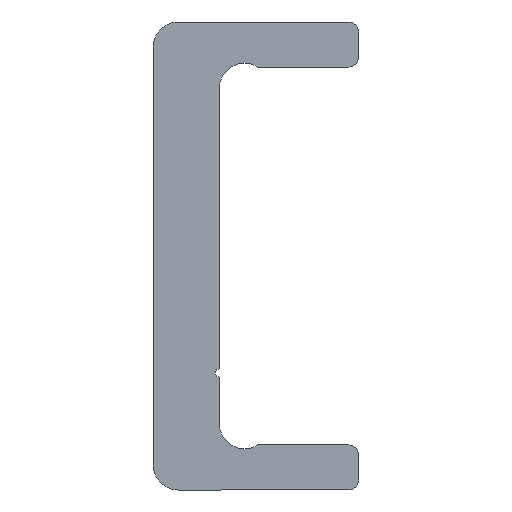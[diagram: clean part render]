
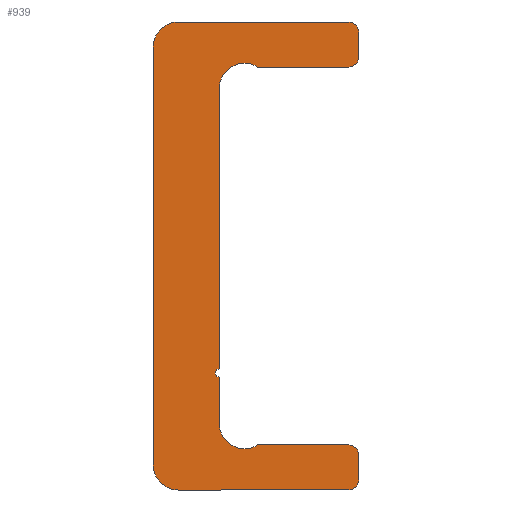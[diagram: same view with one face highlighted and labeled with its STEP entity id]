
A CAD part, left-side view. The second image highlights one B-rep face of the part: STEP entity #939.
In plain terms, the highlighted planar face has unit normal (-1, 0, 0).
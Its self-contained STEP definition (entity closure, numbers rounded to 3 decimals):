
#323=CARTESIAN_POINT('',(0.0,2.2,10.03));
#324=VERTEX_POINT('',#323);
#331=CARTESIAN_POINT('',(0.0,2.2,-6.75));
#332=VERTEX_POINT('',#331);
#333=CARTESIAN_POINT('',(0.0,2.2,10.03));
#334=DIRECTION('',(0.0,0.0,-1.0));
#335=VECTOR('',#334,16.78);
#336=LINE('',#333,#335);
#337=EDGE_CURVE('',#324,#332,#336,.T.);
#377=CARTESIAN_POINT('',(0.0,-0.098,11.3));
#378=VERTEX_POINT('',#377);
#385=CARTESIAN_POINT('',(0.0,0.7,10.03));
#386=DIRECTION('',(-1.0,0.0,0.0));
#387=DIRECTION('',(0.0,-1.0,0.0));
#388=AXIS2_PLACEMENT_3D('',#385,#386,#387);
#389=CIRCLE('',#388,1.5);
#390=EDGE_CURVE('',#378,#324,#389,.T.);
#409=CARTESIAN_POINT('',(0.0,-5.55,11.3));
#410=VERTEX_POINT('',#409);
#417=CARTESIAN_POINT('',(0.0,-5.55,11.3));
#418=DIRECTION('',(0.0,1.0,0.0));
#419=VECTOR('',#418,5.452);
#420=LINE('',#417,#419);
#421=EDGE_CURVE('',#410,#378,#420,.T.);
#441=CARTESIAN_POINT('',(0.0,-6.15,11.9));
#442=VERTEX_POINT('',#441);
#449=CARTESIAN_POINT('',(0.0,-5.55,11.9));
#450=DIRECTION('',(1.0,0.0,0.0));
#451=DIRECTION('',(0.0,-1.0,0.0));
#452=AXIS2_PLACEMENT_3D('',#449,#450,#451);
#453=CIRCLE('',#452,0.6);
#454=EDGE_CURVE('',#442,#410,#453,.T.);
#473=CARTESIAN_POINT('',(0.0,-6.15,13.4));
#474=VERTEX_POINT('',#473);
#481=CARTESIAN_POINT('',(0.0,-6.15,13.4));
#482=DIRECTION('',(0.0,0.0,-1.0));
#483=VECTOR('',#482,1.5);
#484=LINE('',#481,#483);
#485=EDGE_CURVE('',#474,#442,#484,.T.);
#505=CARTESIAN_POINT('',(0.0,-5.55,14.));
#506=VERTEX_POINT('',#505);
#513=CARTESIAN_POINT('',(0.0,-5.55,13.4));
#514=DIRECTION('',(1.0,0.0,0.0));
#515=DIRECTION('',(0.0,0.0,1.0));
#516=AXIS2_PLACEMENT_3D('',#513,#514,#515);
#517=CIRCLE('',#516,0.6);
#518=EDGE_CURVE('',#506,#474,#517,.T.);
#537=CARTESIAN_POINT('',(0.0,4.65,14.));
#538=VERTEX_POINT('',#537);
#545=CARTESIAN_POINT('',(0.0,4.65,14.));
#546=DIRECTION('',(0.0,-1.0,0.0));
#547=VECTOR('',#546,10.2);
#548=LINE('',#545,#547);
#549=EDGE_CURVE('',#538,#506,#548,.T.);
#569=CARTESIAN_POINT('',(0.0,6.15,12.5));
#570=VERTEX_POINT('',#569);
#577=CARTESIAN_POINT('',(0.0,4.65,12.5));
#578=DIRECTION('',(1.0,0.0,0.0));
#579=DIRECTION('',(0.0,1.0,0.0));
#580=AXIS2_PLACEMENT_3D('',#577,#578,#579);
#581=CIRCLE('',#580,1.5);
#582=EDGE_CURVE('',#570,#538,#581,.T.);
#601=CARTESIAN_POINT('',(0.0,6.15,-12.5));
#602=VERTEX_POINT('',#601);
#609=CARTESIAN_POINT('',(0.0,6.15,-12.5));
#610=DIRECTION('',(0.0,0.0,1.0));
#611=VECTOR('',#610,25.);
#612=LINE('',#609,#611);
#613=EDGE_CURVE('',#602,#570,#612,.T.);
#648=CARTESIAN_POINT('',(0.0,4.65,-14.));
#649=VERTEX_POINT('',#648);
#656=CARTESIAN_POINT('',(0.0,4.65,-12.5));
#657=DIRECTION('',(1.0,0.0,0.0));
#658=DIRECTION('',(0.0,0.0,-1.0));
#659=AXIS2_PLACEMENT_3D('',#656,#657,#658);
#660=CIRCLE('',#659,1.5);
#661=EDGE_CURVE('',#649,#602,#660,.T.);
#680=CARTESIAN_POINT('',(0.0,-5.55,-14.));
#681=VERTEX_POINT('',#680);
#688=CARTESIAN_POINT('',(0.0,-5.55,-14.));
#689=DIRECTION('',(0.0,1.0,0.0));
#690=VECTOR('',#689,10.2);
#691=LINE('',#688,#690);
#692=EDGE_CURVE('',#681,#649,#691,.T.);
#712=CARTESIAN_POINT('',(0.0,-6.15,-13.4));
#713=VERTEX_POINT('',#712);
#720=CARTESIAN_POINT('',(0.0,-5.55,-13.4));
#721=DIRECTION('',(1.0,0.0,0.0));
#722=DIRECTION('',(0.0,-1.0,0.0));
#723=AXIS2_PLACEMENT_3D('',#720,#721,#722);
#724=CIRCLE('',#723,0.6);
#725=EDGE_CURVE('',#713,#681,#724,.T.);
#744=CARTESIAN_POINT('',(0.0,-6.15,-11.9));
#745=VERTEX_POINT('',#744);
#752=CARTESIAN_POINT('',(0.0,-6.15,-11.9));
#753=DIRECTION('',(0.0,0.0,-1.0));
#754=VECTOR('',#753,1.5);
#755=LINE('',#752,#754);
#756=EDGE_CURVE('',#745,#713,#755,.T.);
#776=CARTESIAN_POINT('',(0.0,-5.55,-11.3));
#777=VERTEX_POINT('',#776);
#784=CARTESIAN_POINT('',(0.0,-5.55,-11.9));
#785=DIRECTION('',(1.0,0.0,0.0));
#786=DIRECTION('',(0.0,0.0,1.0));
#787=AXIS2_PLACEMENT_3D('',#784,#785,#786);
#788=CIRCLE('',#787,0.6);
#789=EDGE_CURVE('',#777,#745,#788,.T.);
#808=CARTESIAN_POINT('',(0.0,-0.098,-11.3));
#809=VERTEX_POINT('',#808);
#816=CARTESIAN_POINT('',(0.0,-0.098,-11.3));
#817=DIRECTION('',(0.0,-1.0,0.0));
#818=VECTOR('',#817,5.452);
#819=LINE('',#816,#818);
#820=EDGE_CURVE('',#809,#777,#819,.T.);
#840=CARTESIAN_POINT('',(0.0,2.2,-10.03));
#841=VERTEX_POINT('',#840);
#848=CARTESIAN_POINT('',(0.0,0.7,-10.03));
#849=DIRECTION('',(-1.0,0.0,0.0));
#850=DIRECTION('',(0.0,0.532,0.847));
#851=AXIS2_PLACEMENT_3D('',#848,#849,#850);
#852=CIRCLE('',#851,1.5);
#853=EDGE_CURVE('',#841,#809,#852,.T.);
#872=CARTESIAN_POINT('',(0.0,2.2,-7.25));
#873=VERTEX_POINT('',#872);
#880=CARTESIAN_POINT('',(0.0,2.2,-7.25));
#881=DIRECTION('',(0.0,0.0,-1.0));
#882=VECTOR('',#881,2.78);
#883=LINE('',#880,#882);
#884=EDGE_CURVE('',#873,#841,#883,.T.);
#903=CARTESIAN_POINT('',(0.0,2.2,-7.));
#904=DIRECTION('',(-1.0,0.0,0.0));
#905=DIRECTION('',(0.0,0.0,1.0));
#906=AXIS2_PLACEMENT_3D('',#903,#904,#905);
#907=CIRCLE('',#906,0.25);
#908=EDGE_CURVE('',#332,#873,#907,.T.);
#914=CARTESIAN_POINT('',(0.0,1.611,-0.021));
#915=DIRECTION('',(1.0,0.0,0.0));
#916=DIRECTION('',(0.0,0.0,-1.0));
#917=AXIS2_PLACEMENT_3D('',#914,#915,#916);
#918=PLANE('',#917);
#919=ORIENTED_EDGE('',*,*,#908,.F.);
#920=ORIENTED_EDGE('',*,*,#337,.F.);
#921=ORIENTED_EDGE('',*,*,#390,.F.);
#922=ORIENTED_EDGE('',*,*,#421,.F.);
#923=ORIENTED_EDGE('',*,*,#454,.F.);
#924=ORIENTED_EDGE('',*,*,#485,.F.);
#925=ORIENTED_EDGE('',*,*,#518,.F.);
#926=ORIENTED_EDGE('',*,*,#549,.F.);
#927=ORIENTED_EDGE('',*,*,#582,.F.);
#928=ORIENTED_EDGE('',*,*,#613,.F.);
#929=ORIENTED_EDGE('',*,*,#661,.F.);
#930=ORIENTED_EDGE('',*,*,#692,.F.);
#931=ORIENTED_EDGE('',*,*,#725,.F.);
#932=ORIENTED_EDGE('',*,*,#756,.F.);
#933=ORIENTED_EDGE('',*,*,#789,.F.);
#934=ORIENTED_EDGE('',*,*,#820,.F.);
#935=ORIENTED_EDGE('',*,*,#853,.F.);
#936=ORIENTED_EDGE('',*,*,#884,.F.);
#937=EDGE_LOOP('',(#919,#920,#921,#922,#923,#924,#925,#926,#927,#928,#929,#930,#931,#932,#933,#934,#935,#936));
#938=FACE_OUTER_BOUND('',#937,.T.);
#939=ADVANCED_FACE('',(#938),#918,.F.);
